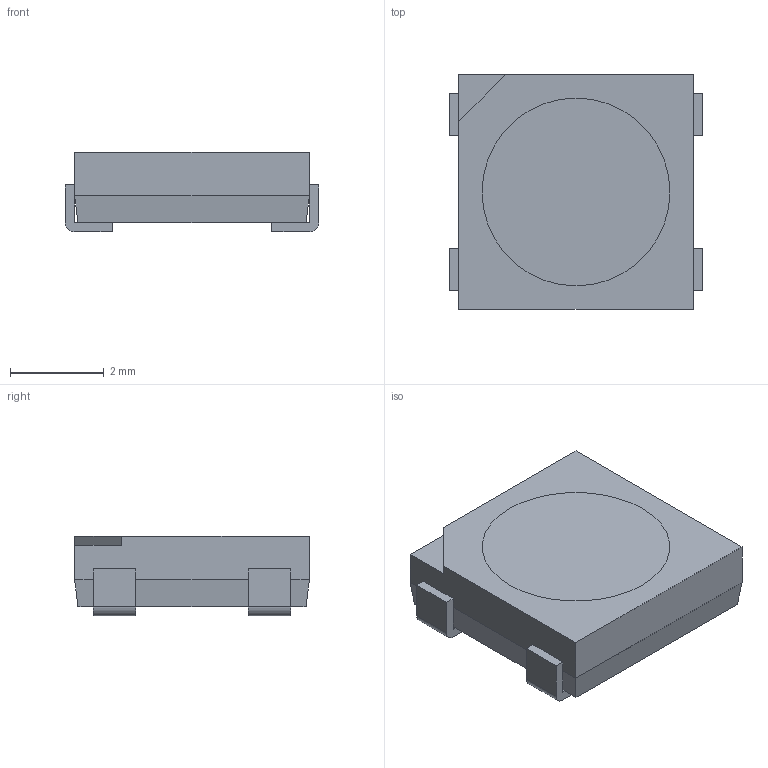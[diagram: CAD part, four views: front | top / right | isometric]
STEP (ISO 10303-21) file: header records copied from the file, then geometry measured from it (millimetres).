
FILE_DESCRIPTION(('FreeCAD Model'),'2;1');
FILE_NAME('LED_WS2812.step','2017-08-25T00:27:54',('Author' ),(''),'Open CASCADE STEP processor 6.8','FreeCAD','Unknown');
FILE_SCHEMA(('AUTOMOTIVE_DESIGN_CC2 { 1 2 10303 214 -1 1 5 4 }'));
Length unit declared in the file: millimetre
Products named in the file (1): LED_WS2812
Bounding box: 5.4 x 5 x 1.7 mm (x, y, z)
Volume: 38.3 mm3; surface area: 88.4 mm2
Topology: 1 solids, 1 shells, 49 faces, 144 edges, 90 vertices
Faces by surface type: plane 45, cylinder 4
Entity records: 4193 total; most frequent: CARTESIAN_POINT 980, DIRECTION 522, LINE 394, VECTOR 394, ORIENTED_EDGE 288, PCURVE 288, DEFINITIONAL_REPRESENTATION 288, EDGE_CURVE 144
